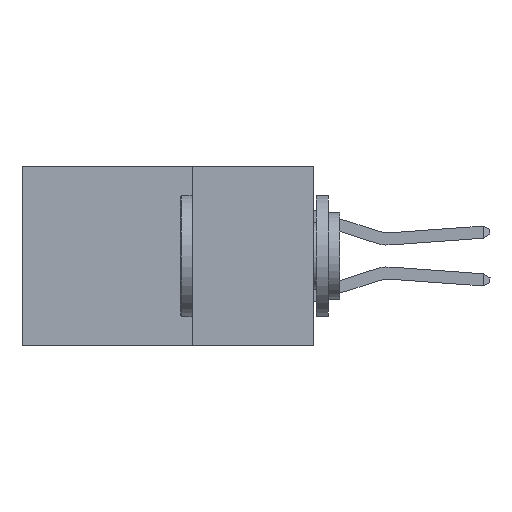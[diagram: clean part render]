
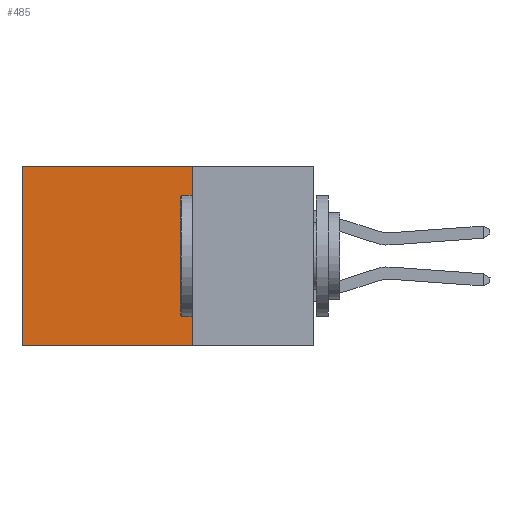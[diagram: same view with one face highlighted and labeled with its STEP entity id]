
A CAD part, left-side view. The second image highlights one B-rep face of the part: STEP entity #485.
In plain terms, the highlighted planar face has unit normal (-1, 0, 0).
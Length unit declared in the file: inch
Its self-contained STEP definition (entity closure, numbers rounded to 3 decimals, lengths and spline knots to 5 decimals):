
#140 = PLANE ( 'NONE',  #33259 ) ;
#309 = VECTOR ( 'NONE', #28509, 39.37008 ) ;
#485 = ADVANCED_FACE ( 'NONE', ( #17528 ), #140, .F. ) ;
#2460 = CARTESIAN_POINT ( 'NONE',  ( 0.2875, 0.25, 0. ) ) ;
#2727 = DIRECTION ( 'NONE',  ( 0., 1., 0. ) ) ;
#2815 = EDGE_CURVE ( 'NONE', #15132, #10296, #7019, .T. ) ;
#2846 = CARTESIAN_POINT ( 'NONE',  ( 0.2875, 0.25, -0.37 ) ) ;
#3683 = ORIENTED_EDGE ( 'NONE', *, *, #23232, .T. ) ;
#4057 = CARTESIAN_POINT ( 'NONE',  ( 0.2875, 0.25, 0. ) ) ;
#5188 = LINE ( 'NONE', #2846, #19190 ) ;
#5698 = CARTESIAN_POINT ( 'NONE',  ( 0.2875, 0.6, -0.37 ) ) ;
#7019 = LINE ( 'NONE', #20249, #7478 ) ;
#7478 = VECTOR ( 'NONE', #18960, 39.37008 ) ;
#10296 = VERTEX_POINT ( 'NONE', #5698 ) ;
#13801 = ORIENTED_EDGE ( 'NONE', *, *, #2815, .T. ) ;
#13991 = VERTEX_POINT ( 'NONE', #4057 ) ;
#14747 = EDGE_LOOP ( 'NONE', ( #13801, #15903, #33054, #3683 ) ) ;
#15132 = VERTEX_POINT ( 'NONE', #32785 ) ;
#15392 = EDGE_CURVE ( 'NONE', #17843, #10296, #5188, .T. ) ;
#15903 = ORIENTED_EDGE ( 'NONE', *, *, #15392, .F. ) ;
#16241 = CARTESIAN_POINT ( 'NONE',  ( 0.2875, 0.25, 0. ) ) ;
#17446 = CARTESIAN_POINT ( 'NONE',  ( 0.2875, 0.25, 0. ) ) ;
#17528 = FACE_OUTER_BOUND ( 'NONE', #14747, .T. ) ;
#17843 = VERTEX_POINT ( 'NONE', #34041 ) ;
#17909 = VECTOR ( 'NONE', #30332, 39.37008 ) ;
#18960 = DIRECTION ( 'NONE',  ( 0., 0., -1. ) ) ;
#19190 = VECTOR ( 'NONE', #2727, 39.37008 ) ;
#20249 = CARTESIAN_POINT ( 'NONE',  ( 0.2875, 0.6, 0. ) ) ;
#22767 = EDGE_CURVE ( 'NONE', #13991, #17843, #31054, .T. ) ;
#23232 = EDGE_CURVE ( 'NONE', #13991, #15132, #34520, .T. ) ;
#28509 = DIRECTION ( 'NONE',  ( 0., 0., -1. ) ) ;
#30332 = DIRECTION ( 'NONE',  ( 0., 1., 0. ) ) ;
#30510 = DIRECTION ( 'NONE',  ( 1., 0., 0. ) ) ;
#31054 = LINE ( 'NONE', #17446, #309 ) ;
#32785 = CARTESIAN_POINT ( 'NONE',  ( 0.2875, 0.6, 0. ) ) ;
#33054 = ORIENTED_EDGE ( 'NONE', *, *, #22767, .F. ) ;
#33259 = AXIS2_PLACEMENT_3D ( 'NONE', #2460, #30510, #34460 ) ;
#34041 = CARTESIAN_POINT ( 'NONE',  ( 0.2875, 0.25, -0.37 ) ) ;
#34460 = DIRECTION ( 'NONE',  ( 0., 0., -1. ) ) ;
#34520 = LINE ( 'NONE', #16241, #17909 ) ;
